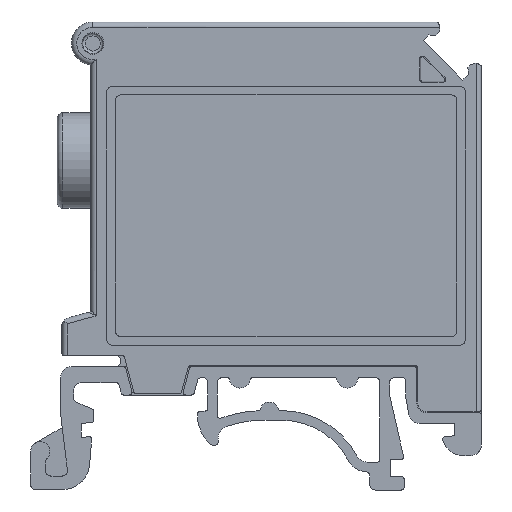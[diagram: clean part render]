
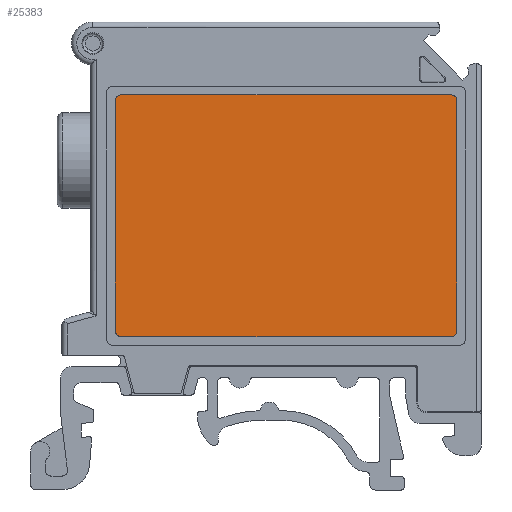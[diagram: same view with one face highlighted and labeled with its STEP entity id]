
A CAD part, front view. The second image highlights one B-rep face of the part: STEP entity #25383.
In plain terms, the highlighted planar face has unit normal (0, -1, 0).
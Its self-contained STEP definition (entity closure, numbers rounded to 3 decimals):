
#2060=LINE('',#54721,#3636);
#2066=LINE('',#54735,#3642);
#2070=LINE('',#54744,#3646);
#2074=LINE('',#54753,#3650);
#3636=VECTOR('',#33999,1000.);
#3642=VECTOR('',#34007,1000.);
#3646=VECTOR('',#34013,1000.);
#3650=VECTOR('',#34019,1000.);
#5414=PLANE('',#29208);
#12022=ORIENTED_EDGE('',*,*,#16482,.T.);
#12023=ORIENTED_EDGE('',*,*,#16503,.F.);
#12024=ORIENTED_EDGE('',*,*,#16476,.T.);
#12025=ORIENTED_EDGE('',*,*,#16504,.F.);
#12026=ORIENTED_EDGE('',*,*,#16490,.T.);
#12027=ORIENTED_EDGE('',*,*,#16505,.F.);
#12028=ORIENTED_EDGE('',*,*,#16486,.T.);
#12029=ORIENTED_EDGE('',*,*,#16506,.F.);
#16476=EDGE_CURVE('',#19220,#19221,#2060,.T.);
#16482=EDGE_CURVE('',#19227,#19226,#2066,.T.);
#16486=EDGE_CURVE('',#19231,#19230,#2070,.T.);
#16490=EDGE_CURVE('',#19235,#19234,#2074,.T.);
#16503=EDGE_CURVE('',#19220,#19226,#20319,.T.);
#16504=EDGE_CURVE('',#19235,#19221,#20320,.T.);
#16505=EDGE_CURVE('',#19231,#19234,#20321,.T.);
#16506=EDGE_CURVE('',#19227,#19230,#20322,.T.);
#19220=VERTEX_POINT('',#54722);
#19221=VERTEX_POINT('',#54723);
#19226=VERTEX_POINT('',#54734);
#19227=VERTEX_POINT('',#54736);
#19230=VERTEX_POINT('',#54743);
#19231=VERTEX_POINT('',#54745);
#19234=VERTEX_POINT('',#54752);
#19235=VERTEX_POINT('',#54754);
#20319=CIRCLE('',#29209,0.5);
#20320=CIRCLE('',#29210,0.5);
#20321=CIRCLE('',#29211,0.5);
#20322=CIRCLE('',#29212,0.5);
#21893=EDGE_LOOP('',(#12022,#12023,#12024,#12025,#12026,#12027,#12028,#12029));
#23695=FACE_BOUND('',#21893,.T.);
#25383=ADVANCED_FACE('',(#23695),#5414,.F.);
#29208=AXIS2_PLACEMENT_3D('',#54771,#34044,#34045);
#29209=AXIS2_PLACEMENT_3D('',#54772,#34046,#34047);
#29210=AXIS2_PLACEMENT_3D('',#54773,#34048,#34049);
#29211=AXIS2_PLACEMENT_3D('',#54774,#34050,#34051);
#29212=AXIS2_PLACEMENT_3D('',#54775,#34052,#34053);
#33999=DIRECTION('',(0.,0.,-1.));
#34007=DIRECTION('',(-1.,0.,0.));
#34013=DIRECTION('',(0.,0.,1.));
#34019=DIRECTION('',(1.,0.,0.));
#34044=DIRECTION('',(0.,1.,0.));
#34045=DIRECTION('',(0.,0.,-1.));
#34046=DIRECTION('',(0.,1.,0.));
#34047=DIRECTION('',(0.,0.,1.));
#34048=DIRECTION('',(0.,1.,0.));
#34049=DIRECTION('',(0.,0.,1.));
#34050=DIRECTION('',(0.,1.,0.));
#34051=DIRECTION('',(0.,0.,1.));
#34052=DIRECTION('',(0.,1.,0.));
#34053=DIRECTION('',(0.,0.,1.));
#54721=CARTESIAN_POINT('',(-13.5,-10.85,15.));
#54722=CARTESIAN_POINT('',(-13.5,-10.85,14.5));
#54723=CARTESIAN_POINT('',(-13.5,-10.85,-7.003));
#54734=CARTESIAN_POINT('',(-13.,-10.85,15.));
#54735=CARTESIAN_POINT('',(18.3,-10.85,15.));
#54736=CARTESIAN_POINT('',(17.8,-10.85,15.));
#54743=CARTESIAN_POINT('',(18.3,-10.85,14.5));
#54744=CARTESIAN_POINT('',(18.3,-10.85,-7.503));
#54745=CARTESIAN_POINT('',(18.3,-10.85,-7.003));
#54752=CARTESIAN_POINT('',(17.8,-10.85,-7.503));
#54753=CARTESIAN_POINT('',(-13.5,-10.85,-7.503));
#54754=CARTESIAN_POINT('',(-13.,-10.85,-7.503));
#54771=CARTESIAN_POINT('',(0.,-10.85,0.));
#54772=CARTESIAN_POINT('',(-13.,-10.85,14.5));
#54773=CARTESIAN_POINT('',(-13.,-10.85,-7.003));
#54774=CARTESIAN_POINT('',(17.8,-10.85,-7.003));
#54775=CARTESIAN_POINT('',(17.8,-10.85,14.5));
